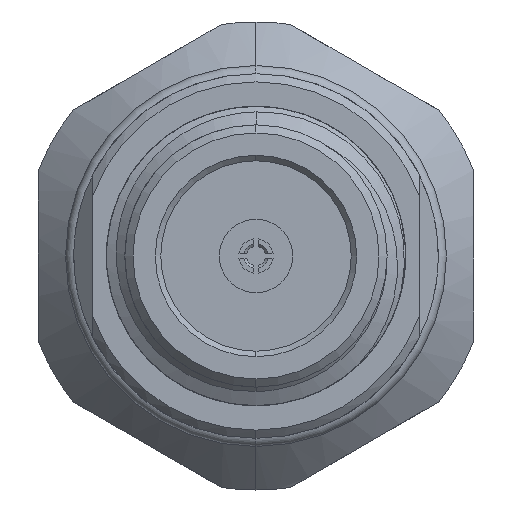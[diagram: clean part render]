
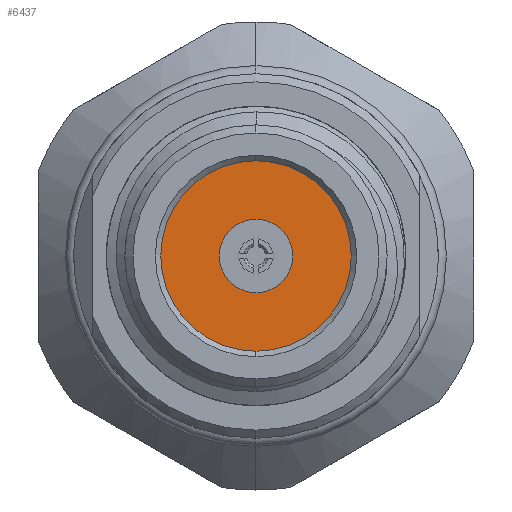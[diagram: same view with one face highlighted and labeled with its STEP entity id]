
A CAD part, left-side view. The second image highlights one B-rep face of the part: STEP entity #6437.
In plain terms, the highlighted planar face has unit normal (-1, 0, 0).
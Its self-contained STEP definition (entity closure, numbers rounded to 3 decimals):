
#98 = AXIS2_PLACEMENT_3D ( 'NONE', #2029, #6763, #4622 ) ;
#597 = EDGE_CURVE ( 'NONE', #3525, #2300, #6313, .T. ) ;
#611 = FACE_BOUND ( 'NONE', #3015, .T. ) ;
#745 = CIRCLE ( 'NONE', #3797, 0.675 ) ;
#1050 = VERTEX_POINT ( 'NONE', #2020 ) ;
#2020 = CARTESIAN_POINT ( 'NONE',  ( -17.95, 0., 0.675 ) ) ;
#2029 = CARTESIAN_POINT ( 'NONE',  ( -17.95, -1.75, 0. ) ) ;
#2300 = VERTEX_POINT ( 'NONE', #3420 ) ;
#2304 = CARTESIAN_POINT ( 'NONE',  ( -17.95, 0., 0. ) ) ;
#2321 = DIRECTION ( 'NONE',  ( 1., 0., 0. ) ) ;
#2362 = DIRECTION ( 'NONE',  ( 0., 0., -1. ) ) ;
#2485 = CARTESIAN_POINT ( 'NONE',  ( -17.95, 0., 1.75 ) ) ;
#2529 = ORIENTED_EDGE ( 'NONE', *, *, #4055, .T. ) ;
#2768 = EDGE_CURVE ( 'NONE', #2300, #3525, #4956, .T. ) ;
#2945 = DIRECTION ( 'NONE',  ( 0., 0., -1. ) ) ;
#3015 = EDGE_LOOP ( 'NONE', ( #2529, #8907 ) ) ;
#3044 = CARTESIAN_POINT ( 'NONE',  ( -17.95, 0., 0. ) ) ;
#3420 = CARTESIAN_POINT ( 'NONE',  ( -17.95, 0., -1.75 ) ) ;
#3425 = VERTEX_POINT ( 'NONE', #6241 ) ;
#3525 = VERTEX_POINT ( 'NONE', #2485 ) ;
#3797 = AXIS2_PLACEMENT_3D ( 'NONE', #7967, #2321, #8576 ) ;
#3969 = AXIS2_PLACEMENT_3D ( 'NONE', #8239, #8879, #7457 ) ;
#4055 = EDGE_CURVE ( 'NONE', #3425, #1050, #745, .T. ) ;
#4423 = ORIENTED_EDGE ( 'NONE', *, *, #2768, .F. ) ;
#4622 = DIRECTION ( 'NONE',  ( 0., 0., 1. ) ) ;
#4714 = PLANE ( 'NONE',  #98 ) ;
#4956 = CIRCLE ( 'NONE', #5240, 1.75 ) ;
#5152 = ORIENTED_EDGE ( 'NONE', *, *, #597, .F. ) ;
#5240 = AXIS2_PLACEMENT_3D ( 'NONE', #2304, #5807, #2945 ) ;
#5807 = DIRECTION ( 'NONE',  ( 1., 0., 0. ) ) ;
#6104 = EDGE_LOOP ( 'NONE', ( #4423, #5152 ) ) ;
#6241 = CARTESIAN_POINT ( 'NONE',  ( -17.95, 0., -0.675 ) ) ;
#6313 = CIRCLE ( 'NONE', #3969, 1.75 ) ;
#6437 = ADVANCED_FACE ( 'NONE', ( #8284, #611 ), #4714, .T. ) ;
#6511 = AXIS2_PLACEMENT_3D ( 'NONE', #3044, #8616, #2362 ) ;
#6763 = DIRECTION ( 'NONE',  ( -1., 0., 0. ) ) ;
#6952 = EDGE_CURVE ( 'NONE', #1050, #3425, #8707, .T. ) ;
#7457 = DIRECTION ( 'NONE',  ( 0., 0., -1. ) ) ;
#7967 = CARTESIAN_POINT ( 'NONE',  ( -17.95, 0., 0. ) ) ;
#8239 = CARTESIAN_POINT ( 'NONE',  ( -17.95, 0., 0. ) ) ;
#8284 = FACE_OUTER_BOUND ( 'NONE', #6104, .T. ) ;
#8576 = DIRECTION ( 'NONE',  ( 0., 0., -1. ) ) ;
#8616 = DIRECTION ( 'NONE',  ( 1., 0., 0. ) ) ;
#8707 = CIRCLE ( 'NONE', #6511, 0.675 ) ;
#8879 = DIRECTION ( 'NONE',  ( 1., 0., 0. ) ) ;
#8907 = ORIENTED_EDGE ( 'NONE', *, *, #6952, .T. ) ;
